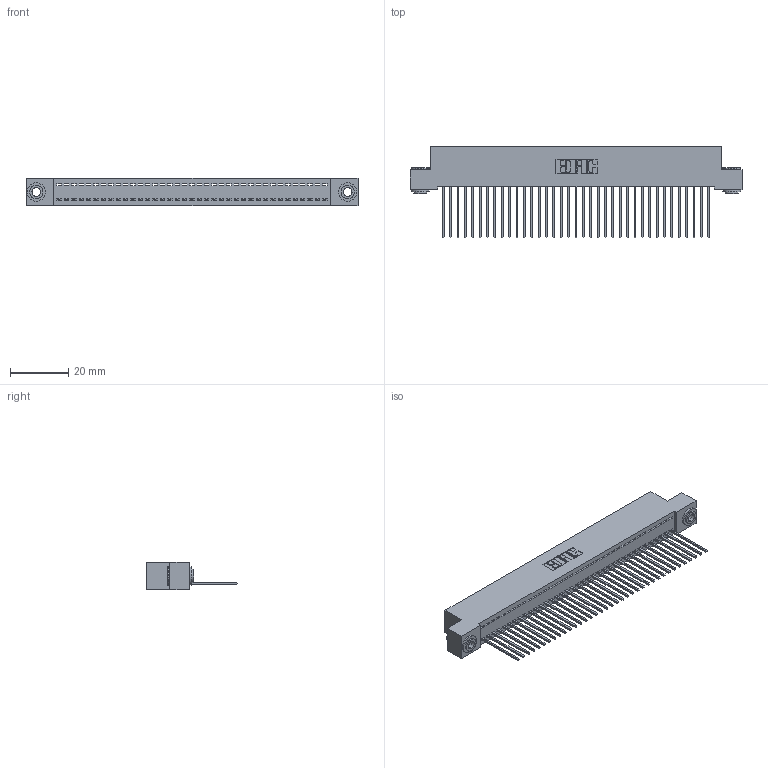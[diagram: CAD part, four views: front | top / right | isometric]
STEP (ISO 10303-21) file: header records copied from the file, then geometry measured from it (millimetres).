
FILE_DESCRIPTION (( 'STEP AP203' ), '1' );
FILE_NAME ('392-037-542-103.STEP', '2019-10-07T18:04:54', ( '' ), ( '' ), 'SwSTEP 2.0', 'SolidWorks 2016', '' );
FILE_SCHEMA (( 'CONFIG_CONTROL_DESIGN' ));
Length unit declared in the file: inch
Products named in the file (4): 392-037-542-103; 342 Part_.156 TH; 345-292-001_345-293-142; 342-250-002_345-250-002-102
Assembly tree (40 placements, depth 2):
  392-037-542-103
    342 Part_.156 TH
    345-292-001_345-293-142  x37
    342-250-002_345-250-002-102  x2
Bounding box: 114.3 x 31.63 x 9.4 mm (x, y, z)
Volume: 10108.5 mm3; surface area: 15478.8 mm2
Topology: 40 solids, 40 shells, 2294 faces, 6887 edges, 4538 vertices
Faces by surface type: plane 1630, cylinder 656, cone 8
Entity records: 23802 total; most frequent: CARTESIAN_POINT 4084, ORIENTED_EDGE 4050, DIRECTION 3489, EDGE_CURVE 2025, LINE 1873, VECTOR 1873, VERTEX_POINT 1346, AXIS2_PLACEMENT_3D 808
